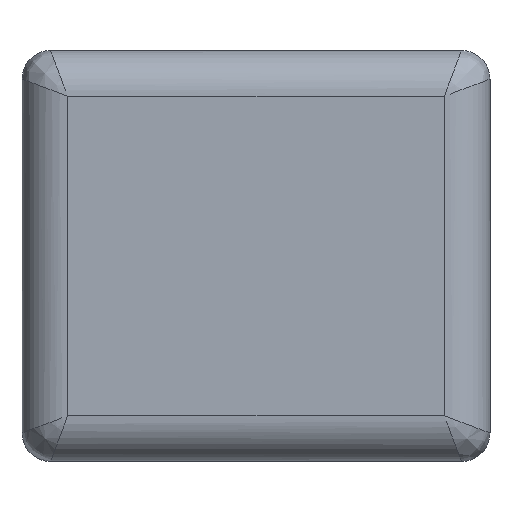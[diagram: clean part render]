
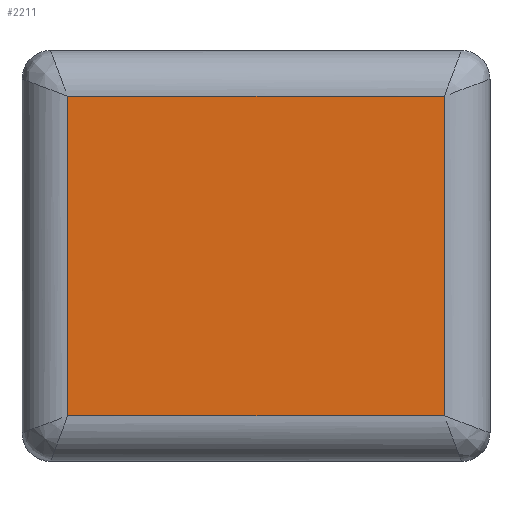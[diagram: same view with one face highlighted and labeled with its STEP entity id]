
A CAD part, left-side view. The second image highlights one B-rep face of the part: STEP entity #2211.
In plain terms, the highlighted planar face has unit normal (-1, 0, 0).
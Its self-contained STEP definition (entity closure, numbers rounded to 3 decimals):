
#88 = VERTEX_POINT ( 'NONE', #1396 ) ;
#139 = CARTESIAN_POINT ( 'NONE',  ( -0.8, -0.33, 0.08 ) ) ;
#145 = LINE ( 'NONE', #2115, #2264 ) ;
#212 = CARTESIAN_POINT ( 'NONE',  ( -0.8, -0.33, 0.72 ) ) ;
#227 = CARTESIAN_POINT ( 'NONE',  ( -0.8, -0.33, 0.64 ) ) ;
#316 = VECTOR ( 'NONE', #1900, 1000. ) ;
#367 = VERTEX_POINT ( 'NONE', #139 ) ;
#442 = DIRECTION ( 'NONE',  ( 0., -1., 0. ) ) ;
#499 = CARTESIAN_POINT ( 'NONE',  ( -0.8, 0.33, 0.08 ) ) ;
#514 = EDGE_CURVE ( 'NONE', #367, #2730, #1936, .T. ) ;
#516 = EDGE_CURVE ( 'NONE', #2730, #88, #872, .T. ) ;
#576 = VECTOR ( 'NONE', #1584, 1000. ) ;
#694 = ORIENTED_EDGE ( 'NONE', *, *, #2718, .T. ) ;
#705 = EDGE_CURVE ( 'NONE', #88, #2144, #1138, .T. ) ;
#732 = PLANE ( 'NONE',  #2518 ) ;
#741 = ORIENTED_EDGE ( 'NONE', *, *, #514, .T. ) ;
#786 = ORIENTED_EDGE ( 'NONE', *, *, #705, .T. ) ;
#805 = VECTOR ( 'NONE', #854, 1000. ) ;
#854 = DIRECTION ( 'NONE',  ( 0., 1., 0. ) ) ;
#872 = LINE ( 'NONE', #1263, #805 ) ;
#1018 = CARTESIAN_POINT ( 'NONE',  ( -0.8, -0.41, 0.72 ) ) ;
#1138 = LINE ( 'NONE', #2216, #576 ) ;
#1245 = DIRECTION ( 'NONE',  ( 0., 0., -1. ) ) ;
#1263 = CARTESIAN_POINT ( 'NONE',  ( -0.8, -0.41, 0.64 ) ) ;
#1396 = CARTESIAN_POINT ( 'NONE',  ( -0.8, 0.33, 0.64 ) ) ;
#1447 = FACE_OUTER_BOUND ( 'NONE', #2411, .T. ) ;
#1584 = DIRECTION ( 'NONE',  ( 0., 0., -1. ) ) ;
#1674 = ORIENTED_EDGE ( 'NONE', *, *, #516, .T. ) ;
#1900 = DIRECTION ( 'NONE',  ( 0., 0., 1. ) ) ;
#1936 = LINE ( 'NONE', #212, #316 ) ;
#2115 = CARTESIAN_POINT ( 'NONE',  ( -0.8, 0., 0.08 ) ) ;
#2144 = VERTEX_POINT ( 'NONE', #499 ) ;
#2211 = ADVANCED_FACE ( 'NONE', ( #1447 ), #732, .F. ) ;
#2216 = CARTESIAN_POINT ( 'NONE',  ( -0.8, 0.33, 0.72 ) ) ;
#2264 = VECTOR ( 'NONE', #442, 1000. ) ;
#2411 = EDGE_LOOP ( 'NONE', ( #786, #694, #741, #1674 ) ) ;
#2501 = DIRECTION ( 'NONE',  ( 1., 0., 0. ) ) ;
#2518 = AXIS2_PLACEMENT_3D ( 'NONE', #1018, #2501, #1245 ) ;
#2718 = EDGE_CURVE ( 'NONE', #2144, #367, #145, .T. ) ;
#2730 = VERTEX_POINT ( 'NONE', #227 ) ;
